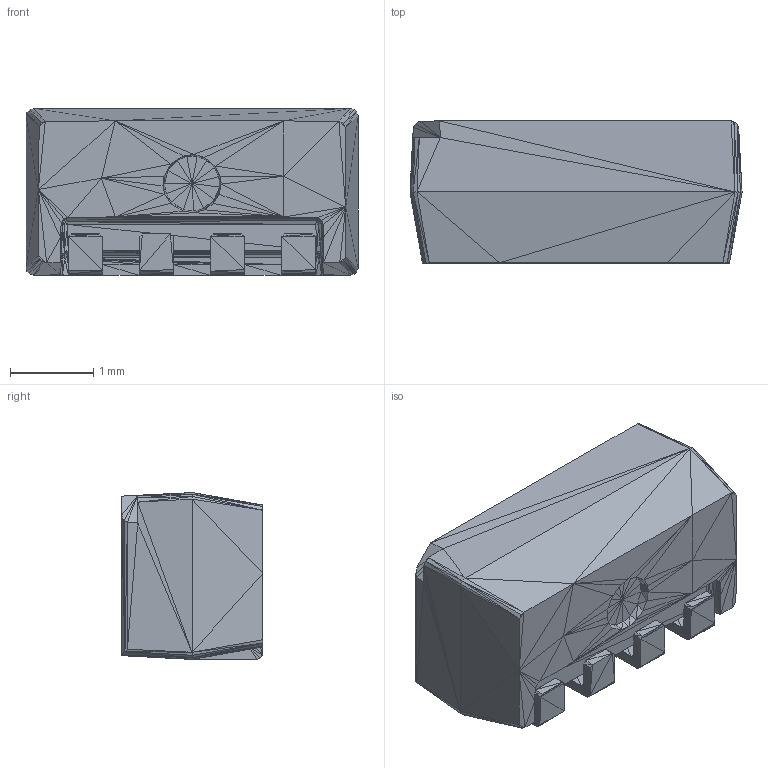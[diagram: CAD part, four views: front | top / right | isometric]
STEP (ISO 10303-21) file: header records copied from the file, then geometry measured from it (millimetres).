
FILE_DESCRIPTION(/* description */ (''),/* implementation_level */ '2;1');
FILE_NAME(/* name */ '${GLOWINGKITTYPARTS}WS2812B-4020.step',/* time_stamp */ '2022-04-16T21:54:57+02:00',/* author */ (''),/* organization */ (''),/* preprocessor_version */ 'ST-DEVELOPER v18.1',/* originating_system */ 'Autodesk Translation Framework v10.14.0.1471',/* authorisation */ '');
FILE_SCHEMA (('AUTOMOTIVE_DESIGN { 1 0 10303 214 3 1 1 }'));
Length unit declared in the file: millimetre
Products named in the file (1): WS2812B-4020
Bounding box: 3.98 x 1.7 x 2 mm (x, y, z)
Volume: 11.4 mm3; surface area: 39.5 mm2
Topology: 1 solids, 1 shells, 506 faces, 759 edges, 255 vertices
Faces by surface type: plane 506
Entity records: 9919 total; most frequent: DIRECTION 1773, CARTESIAN_POINT 1521, ORIENTED_EDGE 1518, LINE 759, VECTOR 759, EDGE_CURVE 759, AXIS2_PLACEMENT_3D 507, FACE_OUTER_BOUND 506
